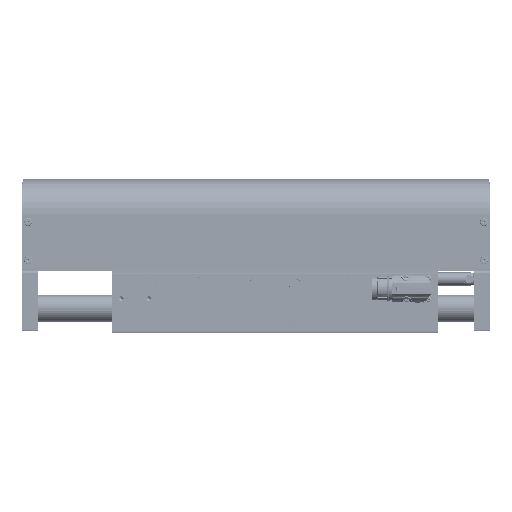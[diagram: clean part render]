
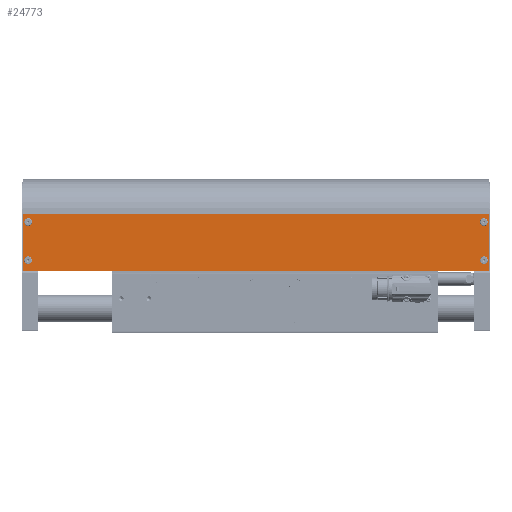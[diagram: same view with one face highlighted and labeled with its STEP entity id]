
A CAD part, top view. The second image highlights one B-rep face of the part: STEP entity #24773.
In plain terms, the highlighted face is planar.
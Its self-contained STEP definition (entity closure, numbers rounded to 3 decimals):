
#2235 = VERTEX_POINT ( 'NONE', #129003 ) ;
#3635 = CARTESIAN_POINT ( 'NONE',  ( -32., 0., 427. ) ) ;
#4231 = CARTESIAN_POINT ( 'NONE',  ( -32., -7., 7.4 ) ) ;
#5631 = EDGE_LOOP ( 'NONE', ( #73776 ) ) ;
#14686 = VERTEX_POINT ( 'NONE', #136667 ) ;
#15090 = VECTOR ( 'NONE', #148614, 1000. ) ;
#16224 = EDGE_LOOP ( 'NONE', ( #68421 ) ) ;
#19102 = CARTESIAN_POINT ( 'NONE',  ( -32., -7., 422. ) ) ;
#19279 = DIRECTION ( 'NONE',  ( 0., -1., 0. ) ) ;
#20907 = AXIS2_PLACEMENT_3D ( 'NONE', #22323, #105091, #135556 ) ;
#22323 = CARTESIAN_POINT ( 'NONE',  ( -32., 0., 427. ) ) ;
#23253 = PLANE ( 'NONE',  #20907 ) ;
#23987 = LINE ( 'NONE', #64523, #42128 ) ;
#23997 = ORIENTED_EDGE ( 'NONE', *, *, #53707, .F. ) ;
#24773 = ADVANCED_FACE ( 'NONE', ( #90697, #121217, #78133, #132910, #52940 ), #23253, .F. ) ;
#28426 = CARTESIAN_POINT ( 'NONE',  ( -32., 0., 0. ) ) ;
#29504 = CIRCLE ( 'NONE', #135734, 2.4 ) ;
#36593 = CARTESIAN_POINT ( 'NONE',  ( -32., -42., 422. ) ) ;
#37458 = ORIENTED_EDGE ( 'NONE', *, *, #149127, .F. ) ;
#38198 = EDGE_CURVE ( 'NONE', #2235, #2235, #29504, .T. ) ;
#42128 = VECTOR ( 'NONE', #118390, 1000. ) ;
#42507 = VERTEX_POINT ( 'NONE', #151998 ) ;
#46615 = VERTEX_POINT ( 'NONE', #4231 ) ;
#50609 = CIRCLE ( 'NONE', #62149, 2.4 ) ;
#52940 = FACE_BOUND ( 'NONE', #5631, .T. ) ;
#53707 = EDGE_CURVE ( 'NONE', #14686, #168105, #157686, .T. ) ;
#56420 = VECTOR ( 'NONE', #19279, 1000. ) ;
#57712 = DIRECTION ( 'NONE',  ( 0., 0., -1. ) ) ;
#60314 = EDGE_LOOP ( 'NONE', ( #37458 ) ) ;
#60402 = LINE ( 'NONE', #3635, #110202 ) ;
#61848 = EDGE_LOOP ( 'NONE', ( #140443 ) ) ;
#62149 = AXIS2_PLACEMENT_3D ( 'NONE', #160169, #171849, #79350 ) ;
#64523 = CARTESIAN_POINT ( 'NONE',  ( -32., 0., 0. ) ) ;
#66066 = ORIENTED_EDGE ( 'NONE', *, *, #71081, .T. ) ;
#68421 = ORIENTED_EDGE ( 'NONE', *, *, #38198, .F. ) ;
#71081 = EDGE_CURVE ( 'NONE', #154845, #176087, #23987, .T. ) ;
#73776 = ORIENTED_EDGE ( 'NONE', *, *, #75260, .F. ) ;
#73961 = AXIS2_PLACEMENT_3D ( 'NONE', #19102, #168341, #74031 ) ;
#74031 = DIRECTION ( 'NONE',  ( 0., 0., 1. ) ) ;
#75260 = EDGE_CURVE ( 'NONE', #46615, #46615, #50609, .T. ) ;
#76160 = EDGE_CURVE ( 'NONE', #176087, #168105, #104658, .T. ) ;
#77884 = DIRECTION ( 'NONE',  ( 0., 0., 1. ) ) ;
#78133 = FACE_BOUND ( 'NONE', #61848, .T. ) ;
#79350 = DIRECTION ( 'NONE',  ( 0., 0., 1. ) ) ;
#86805 = ORIENTED_EDGE ( 'NONE', *, *, #76160, .T. ) ;
#89853 = ORIENTED_EDGE ( 'NONE', *, *, #98014, .T. ) ;
#90697 = FACE_OUTER_BOUND ( 'NONE', #111092, .T. ) ;
#91119 = CARTESIAN_POINT ( 'NONE',  ( -32., -51.5, 0. ) ) ;
#91143 = CIRCLE ( 'NONE', #73961, 2.4 ) ;
#93834 = CARTESIAN_POINT ( 'NONE',  ( -32., -51.5, 427. ) ) ;
#94543 = AXIS2_PLACEMENT_3D ( 'NONE', #113597, #102744, #143186 ) ;
#98014 = EDGE_CURVE ( 'NONE', #14686, #154845, #60402, .T. ) ;
#102744 = DIRECTION ( 'NONE',  ( -1., 0., 0. ) ) ;
#104658 = LINE ( 'NONE', #93834, #15090 ) ;
#105091 = DIRECTION ( 'NONE',  ( 1., 0., 0. ) ) ;
#110202 = VECTOR ( 'NONE', #57712, 1000. ) ;
#111092 = EDGE_LOOP ( 'NONE', ( #66066, #86805, #23997, #89853 ) ) ;
#113597 = CARTESIAN_POINT ( 'NONE',  ( -32., -42., 5. ) ) ;
#118390 = DIRECTION ( 'NONE',  ( 0., -1., 0. ) ) ;
#121217 = FACE_BOUND ( 'NONE', #16224, .T. ) ;
#123542 = CARTESIAN_POINT ( 'NONE',  ( -32., -51.5, 427. ) ) ;
#129003 = CARTESIAN_POINT ( 'NONE',  ( -32., -42., 424.4 ) ) ;
#130094 = CARTESIAN_POINT ( 'NONE',  ( -32., -7., 424.4 ) ) ;
#132910 = FACE_BOUND ( 'NONE', #60314, .T. ) ;
#135556 = DIRECTION ( 'NONE',  ( 0., 1., 0. ) ) ;
#135734 = AXIS2_PLACEMENT_3D ( 'NONE', #36593, #146092, #77884 ) ;
#136667 = CARTESIAN_POINT ( 'NONE',  ( -32., 0., 427. ) ) ;
#140443 = ORIENTED_EDGE ( 'NONE', *, *, #162654, .F. ) ;
#143186 = DIRECTION ( 'NONE',  ( 0., 0., 1. ) ) ;
#146092 = DIRECTION ( 'NONE',  ( -1., 0., 0. ) ) ;
#148614 = DIRECTION ( 'NONE',  ( 0., 0., 1. ) ) ;
#149077 = CIRCLE ( 'NONE', #94543, 2.4 ) ;
#149127 = EDGE_CURVE ( 'NONE', #42507, #42507, #149077, .T. ) ;
#151998 = CARTESIAN_POINT ( 'NONE',  ( -32., -42., 7.4 ) ) ;
#154072 = CARTESIAN_POINT ( 'NONE',  ( -32., 0., 427. ) ) ;
#154845 = VERTEX_POINT ( 'NONE', #28426 ) ;
#155224 = VERTEX_POINT ( 'NONE', #130094 ) ;
#157686 = LINE ( 'NONE', #154072, #56420 ) ;
#160169 = CARTESIAN_POINT ( 'NONE',  ( -32., -7., 5. ) ) ;
#162654 = EDGE_CURVE ( 'NONE', #155224, #155224, #91143, .T. ) ;
#168105 = VERTEX_POINT ( 'NONE', #123542 ) ;
#168341 = DIRECTION ( 'NONE',  ( -1., 0., 0. ) ) ;
#171849 = DIRECTION ( 'NONE',  ( -1., 0., 0. ) ) ;
#176087 = VERTEX_POINT ( 'NONE', #91119 ) ;
